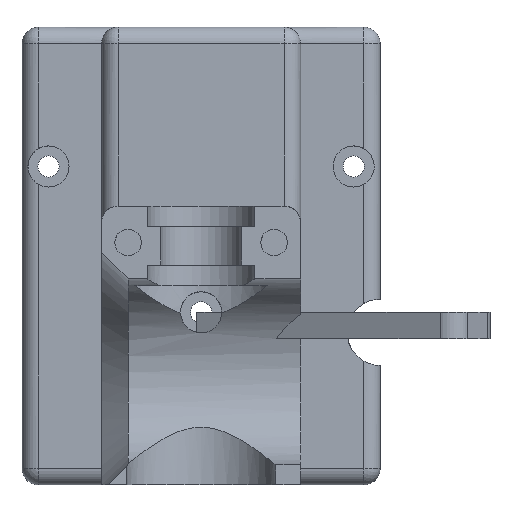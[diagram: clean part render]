
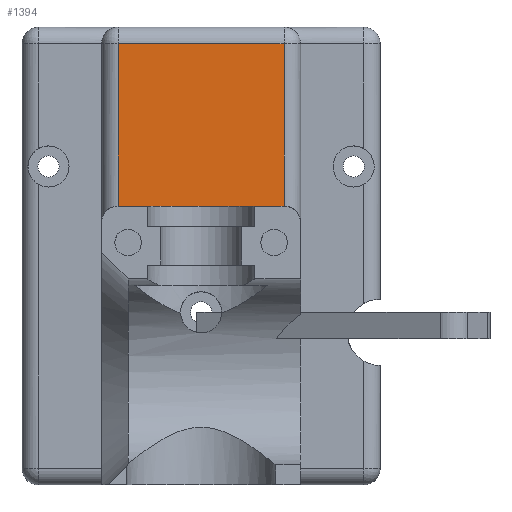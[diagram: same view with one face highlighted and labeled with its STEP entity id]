
A CAD part, top view. The second image highlights one B-rep face of the part: STEP entity #1394.
In plain terms, the highlighted planar face has unit normal (0, 0, 1).
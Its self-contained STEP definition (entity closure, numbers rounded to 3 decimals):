
#51=PLANE('',#1534);
#166=FACE_OUTER_BOUND('',#256,.T.);
#256=EDGE_LOOP('',(#1189,#1190,#1191,#1192));
#448=LINE('',#2407,#560);
#450=LINE('',#2415,#562);
#453=LINE('',#2423,#565);
#471=LINE('',#2466,#583);
#560=VECTOR('',#1830,10.);
#562=VECTOR('',#1840,10.);
#565=VECTOR('',#1849,10.);
#583=VECTOR('',#1893,10.);
#690=VERTEX_POINT('',#2383);
#692=VERTEX_POINT('',#2391);
#695=VERTEX_POINT('',#2398);
#697=VERTEX_POINT('',#2409);
#860=EDGE_CURVE('',#692,#695,#448,.T.);
#864=EDGE_CURVE('',#695,#697,#450,.T.);
#868=EDGE_CURVE('',#690,#692,#453,.T.);
#892=EDGE_CURVE('',#697,#690,#471,.T.);
#1189=ORIENTED_EDGE('',*,*,#864,.F.);
#1190=ORIENTED_EDGE('',*,*,#860,.F.);
#1191=ORIENTED_EDGE('',*,*,#868,.F.);
#1192=ORIENTED_EDGE('',*,*,#892,.F.);
#1394=ADVANCED_FACE('',(#166),#51,.F.);
#1534=AXIS2_PLACEMENT_3D('',#2465,#1891,#1892);
#1830=DIRECTION('',(1.,0.,0.));
#1840=DIRECTION('',(0.,-1.,0.));
#1849=DIRECTION('',(0.,1.,0.));
#1891=DIRECTION('center_axis',(0.,0.,-1.));
#1892=DIRECTION('ref_axis',(-1.,0.,0.));
#1893=DIRECTION('',(-1.,0.,0.));
#2383=CARTESIAN_POINT('',(-12.5,42.,-12.));
#2391=CARTESIAN_POINT('',(-12.5,66.5,-12.));
#2398=CARTESIAN_POINT('',(12.5,66.5,-12.));
#2407=CARTESIAN_POINT('',(0.,66.5,-12.));
#2409=CARTESIAN_POINT('',(12.5,42.,-12.));
#2415=CARTESIAN_POINT('',(12.5,27.75,-12.));
#2423=CARTESIAN_POINT('',(-12.5,27.75,-12.));
#2465=CARTESIAN_POINT('Origin',(0.,55.5,-12.));
#2466=CARTESIAN_POINT('',(15.,42.,-12.));
